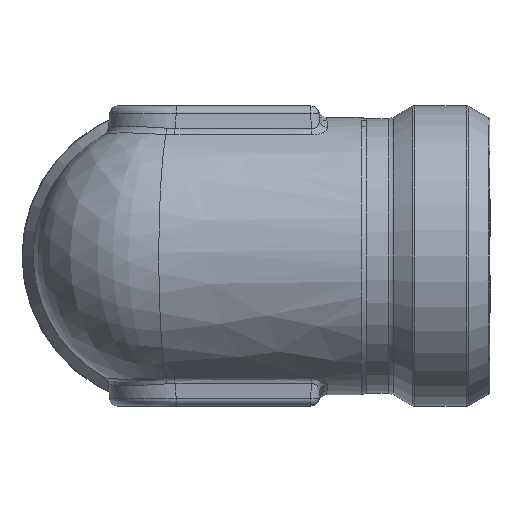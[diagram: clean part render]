
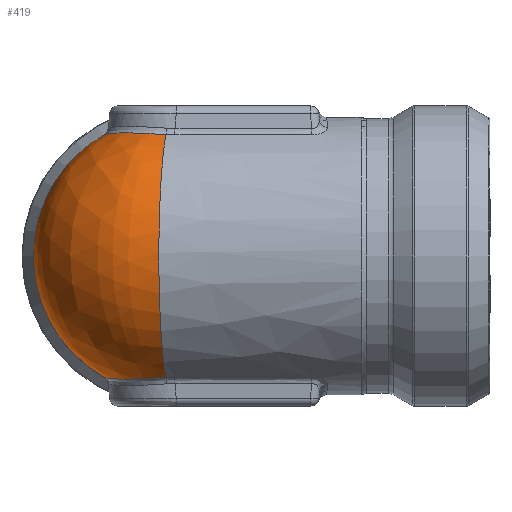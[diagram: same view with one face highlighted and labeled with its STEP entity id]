
A CAD part, left-side view. The second image highlights one B-rep face of the part: STEP entity #419.
In plain terms, the highlighted free-form (B-spline) face has degree [3, 2] with [24, 3] control points.
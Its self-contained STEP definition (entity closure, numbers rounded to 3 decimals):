
#186=(
BOUNDED_SURFACE()
B_SPLINE_SURFACE(3,2,((#4631,#4632,#4633),(#4634,#4635,#4636),(#4637,#4638,
#4639),(#4640,#4641,#4642),(#4643,#4644,#4645),(#4646,#4647,#4648),(#4649,
#4650,#4651),(#4652,#4653,#4654),(#4655,#4656,#4657),(#4658,#4659,#4660),
(#4661,#4662,#4663),(#4664,#4665,#4666),(#4667,#4668,#4669),(#4670,#4671,
#4672),(#4673,#4674,#4675),(#4676,#4677,#4678),(#4679,#4680,#4681),(#4682,
#4683,#4684),(#4685,#4686,#4687),(#4688,#4689,#4690),(#4691,#4692,#4693),
(#4694,#4695,#4696),(#4697,#4698,#4699),(#4700,#4701,#4702)),
 .UNSPECIFIED.,.F.,.F.,.F.)
B_SPLINE_SURFACE_WITH_KNOTS((4,2,2,2,2,2,2,2,2,2,2,4),(3,3),(0.,0.125,0.25,
0.313,0.375,0.438,0.5,0.563,0.625,0.75,0.875,1.),(0.,1.),
 .UNSPECIFIED.)
GEOMETRIC_REPRESENTATION_ITEM()
RATIONAL_B_SPLINE_SURFACE(((1.,0.941,1.),(1.,0.924,
1.),(1.,0.904,1.),(1.,0.858,1.),(1.,0.832,
1.),(1.,0.794,1.),(1.,0.782,1.),(1.,0.758,
1.),(1.,0.747,1.),(1.,0.728,1.),(1.,0.72,
1.),(1.,0.71,1.),(1.,0.707,1.),(1.,0.707,
1.),(1.,0.71,1.),(1.,0.721,1.),(1.,0.728,
1.),(1.,0.757,1.),(1.,0.782,1.),(1.,0.832,
1.),(1.,0.858,1.),(1.,0.904,1.),(1.,0.924,
1.),(1.,0.941,1.)))
REPRESENTATION_ITEM('')
SURFACE()
);
#280=FACE_OUTER_BOUND('',#874,.T.);
#419=ADVANCED_FACE('',(#280),#186,.T.);
#632=B_SPLINE_CURVE_WITH_KNOTS('',3,(#3638,#3639,#3640,#3641,#3642,#3643,
#3644,#3645,#3646,#3647),.UNSPECIFIED.,.F.,.F.,(4,2,2,2,4),(0.,0.25,0.5,
0.75,1.),.UNSPECIFIED.);
#657=B_SPLINE_CURVE_WITH_KNOTS('',3,(#3954,#3955,#3956,#3957,#3958,#3959,
#3960,#3961,#3962,#3963),.UNSPECIFIED.,.F.,.F.,(4,2,2,2,4),(0.,0.25,0.5,
0.75,1.),.UNSPECIFIED.);
#696=B_SPLINE_CURVE_WITH_KNOTS('',3,(#4619,#4620,#4621,#4622,#4623,#4624),
 .UNSPECIFIED.,.F.,.F.,(4,2,4),(0.,0.5,1.),.UNSPECIFIED.);
#697=B_SPLINE_CURVE_WITH_KNOTS('',3,(#4625,#4626,#4627,#4628,#4629,#4630),
 .UNSPECIFIED.,.F.,.F.,(4,2,4),(0.,0.5,1.),.UNSPECIFIED.);
#874=EDGE_LOOP('',(#1402,#1403,#1404,#1405));
#1402=ORIENTED_EDGE('',*,*,#2115,.F.);
#1403=ORIENTED_EDGE('',*,*,#2265,.T.);
#1404=ORIENTED_EDGE('',*,*,#2146,.F.);
#1405=ORIENTED_EDGE('',*,*,#2266,.T.);
#1893=VERTEX_POINT('',#3637);
#1894=VERTEX_POINT('',#3648);
#1924=VERTEX_POINT('',#3953);
#1925=VERTEX_POINT('',#3964);
#2115=EDGE_CURVE('',#1893,#1894,#632,.T.);
#2146=EDGE_CURVE('',#1924,#1925,#657,.T.);
#2265=EDGE_CURVE('',#1893,#1925,#696,.T.);
#2266=EDGE_CURVE('',#1924,#1894,#697,.T.);
#3637=CARTESIAN_POINT('',(-0.792,8.103,-14.517));
#3638=CARTESIAN_POINT('',(-0.792,8.103,-14.517));
#3639=CARTESIAN_POINT('',(-1.043,10.672,-13.083));
#3640=CARTESIAN_POINT('',(-1.254,12.828,-10.975));
#3641=CARTESIAN_POINT('',(-1.545,15.811,-5.918));
#3642=CARTESIAN_POINT('',(-1.625,16.624,-2.972));
#3643=CARTESIAN_POINT('',(-1.625,16.626,2.961));
#3644=CARTESIAN_POINT('',(-1.547,15.827,5.884));
#3645=CARTESIAN_POINT('',(-1.254,12.831,10.977));
#3646=CARTESIAN_POINT('',(-1.043,10.675,13.081));
#3647=CARTESIAN_POINT('',(-0.792,8.103,14.517));
#3648=CARTESIAN_POINT('',(-0.792,8.103,14.517));
#3953=CARTESIAN_POINT('',(-8.103,0.792,14.517));
#3954=CARTESIAN_POINT('',(-8.103,0.792,14.517));
#3955=CARTESIAN_POINT('',(-10.675,1.043,13.081));
#3956=CARTESIAN_POINT('',(-12.831,1.254,10.977));
#3957=CARTESIAN_POINT('',(-15.827,1.547,5.884));
#3958=CARTESIAN_POINT('',(-16.626,1.625,2.961));
#3959=CARTESIAN_POINT('',(-16.624,1.625,-2.972));
#3960=CARTESIAN_POINT('',(-15.811,1.545,-5.918));
#3961=CARTESIAN_POINT('',(-12.828,1.254,-10.975));
#3962=CARTESIAN_POINT('',(-10.672,1.043,-13.083));
#3963=CARTESIAN_POINT('',(-8.103,0.792,-14.517));
#3964=CARTESIAN_POINT('',(-8.103,0.792,-14.517));
#4619=CARTESIAN_POINT('',(-0.792,8.103,-14.517));
#4620=CARTESIAN_POINT('',(-2.647,7.869,-14.647));
#4621=CARTESIAN_POINT('',(-4.374,7.02,-14.732));
#4622=CARTESIAN_POINT('',(-7.012,4.385,-14.732));
#4623=CARTESIAN_POINT('',(-7.869,2.647,-14.647));
#4624=CARTESIAN_POINT('',(-8.103,0.792,-14.517));
#4625=CARTESIAN_POINT('',(-8.103,0.792,14.517));
#4626=CARTESIAN_POINT('',(-7.869,2.647,14.647));
#4627=CARTESIAN_POINT('',(-7.012,4.385,14.732));
#4628=CARTESIAN_POINT('',(-4.374,7.02,14.732));
#4629=CARTESIAN_POINT('',(-2.647,7.869,14.647));
#4630=CARTESIAN_POINT('',(-0.792,8.103,14.517));
#4631=CARTESIAN_POINT('',(-7.944,0.776,-14.604));
#4632=CARTESIAN_POINT('',(-4.822,4.822,-16.302));
#4633=CARTESIAN_POINT('',(-0.776,7.944,-14.604));
#4634=CARTESIAN_POINT('',(-9.062,0.886,-13.996));
#4635=CARTESIAN_POINT('',(-5.663,5.663,-16.16));
#4636=CARTESIAN_POINT('',(-0.886,9.062,-13.996));
#4637=CARTESIAN_POINT('',(-10.128,0.99,-13.253));
#4638=CARTESIAN_POINT('',(-6.568,6.568,-15.95));
#4639=CARTESIAN_POINT('',(-0.99,10.128,-13.253));
#4640=CARTESIAN_POINT('',(-12.136,1.186,-11.442));
#4641=CARTESIAN_POINT('',(-8.608,8.608,-15.164));
#4642=CARTESIAN_POINT('',(-1.186,12.136,-11.442));
#4643=CARTESIAN_POINT('',(-13.082,1.279,-10.365));
#4644=CARTESIAN_POINT('',(-9.781,9.781,-14.557));
#4645=CARTESIAN_POINT('',(-1.279,13.082,-10.365));
#4646=CARTESIAN_POINT('',(-14.298,1.398,-8.515));
#4647=CARTESIAN_POINT('',(-11.619,11.619,-13.024));
#4648=CARTESIAN_POINT('',(-1.398,14.298,-8.515));
#4649=CARTESIAN_POINT('',(-14.672,1.434,-7.857));
#4650=CARTESIAN_POINT('',(-12.263,12.263,-12.384));
#4651=CARTESIAN_POINT('',(-1.434,14.672,-7.857));
#4652=CARTESIAN_POINT('',(-15.347,1.5,-6.441));
#4653=CARTESIAN_POINT('',(-13.549,13.549,-10.763));
#4654=CARTESIAN_POINT('',(-1.5,15.347,-6.441));
#4655=CARTESIAN_POINT('',(-15.637,1.528,-5.703));
#4656=CARTESIAN_POINT('',(-14.17,14.17,-9.795));
#4657=CARTESIAN_POINT('',(-1.528,15.637,-5.703));
#4658=CARTESIAN_POINT('',(-16.117,1.575,-4.159));
#4659=CARTESIAN_POINT('',(-15.281,15.281,-7.497));
#4660=CARTESIAN_POINT('',(-1.575,16.117,-4.159));
#4661=CARTESIAN_POINT('',(-16.307,1.594,-3.346));
#4662=CARTESIAN_POINT('',(-15.766,15.766,-6.153));
#4663=CARTESIAN_POINT('',(-1.594,16.307,-3.346));
#4664=CARTESIAN_POINT('',(-16.561,1.619,-1.683));
#4665=CARTESIAN_POINT('',(-16.444,16.444,-3.188));
#4666=CARTESIAN_POINT('',(-1.619,16.561,-1.683));
#4667=CARTESIAN_POINT('',(-16.626,1.625,-0.84));
#4668=CARTESIAN_POINT('',(-16.627,16.627,-1.597));
#4669=CARTESIAN_POINT('',(-1.625,16.626,-0.84));
#4670=CARTESIAN_POINT('',(-16.624,1.625,0.871));
#4671=CARTESIAN_POINT('',(-16.623,16.623,1.656));
#4672=CARTESIAN_POINT('',(-1.625,16.624,0.871));
#4673=CARTESIAN_POINT('',(-16.558,1.618,1.709));
#4674=CARTESIAN_POINT('',(-16.435,16.435,3.235));
#4675=CARTESIAN_POINT('',(-1.618,16.558,1.709));
#4676=CARTESIAN_POINT('',(-16.305,1.594,3.352));
#4677=CARTESIAN_POINT('',(-15.761,15.761,6.163));
#4678=CARTESIAN_POINT('',(-1.594,16.305,3.352));
#4679=CARTESIAN_POINT('',(-16.115,1.575,4.166));
#4680=CARTESIAN_POINT('',(-15.278,15.278,7.508));
#4681=CARTESIAN_POINT('',(-1.575,16.115,4.166));
#4682=CARTESIAN_POINT('',(-15.39,1.504,6.496));
#4683=CARTESIAN_POINT('',(-13.618,13.618,10.93));
#4684=CARTESIAN_POINT('',(-1.504,15.39,6.496));
#4685=CARTESIAN_POINT('',(-14.698,1.437,7.909));
#4686=CARTESIAN_POINT('',(-12.262,12.262,12.491));
#4687=CARTESIAN_POINT('',(-1.437,14.698,7.909));
#4688=CARTESIAN_POINT('',(-13.071,1.278,10.38));
#4689=CARTESIAN_POINT('',(-9.766,9.766,14.568));
#4690=CARTESIAN_POINT('',(-1.278,13.071,10.38));
#4691=CARTESIAN_POINT('',(-12.143,1.187,11.437));
#4692=CARTESIAN_POINT('',(-8.615,8.615,15.162));
#4693=CARTESIAN_POINT('',(-1.187,12.143,11.437));
#4694=CARTESIAN_POINT('',(-10.116,0.989,13.263));
#4695=CARTESIAN_POINT('',(-6.556,6.556,15.954));
#4696=CARTESIAN_POINT('',(-0.989,10.116,13.263));
#4697=CARTESIAN_POINT('',(-9.051,0.885,14.002));
#4698=CARTESIAN_POINT('',(-5.655,5.655,16.162));
#4699=CARTESIAN_POINT('',(-0.885,9.051,14.002));
#4700=CARTESIAN_POINT('',(-7.946,0.777,14.603));
#4701=CARTESIAN_POINT('',(-4.823,4.823,16.302));
#4702=CARTESIAN_POINT('',(-0.777,7.946,14.603));
